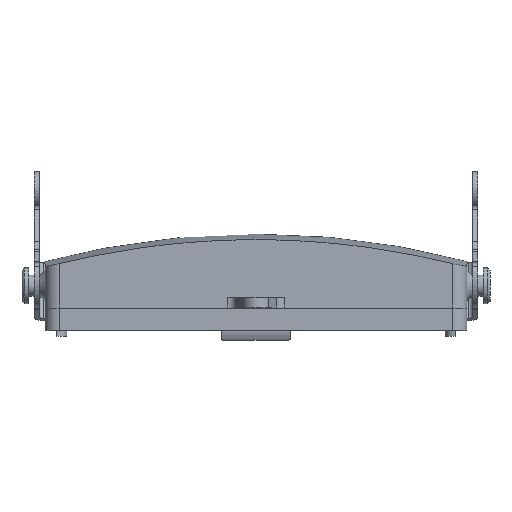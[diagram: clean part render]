
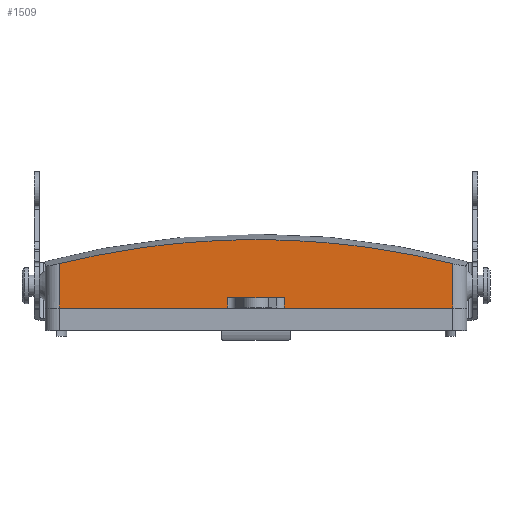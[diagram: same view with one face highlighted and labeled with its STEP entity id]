
A CAD part, top view. The second image highlights one B-rep face of the part: STEP entity #1509.
In plain terms, the highlighted planar face has unit normal (0, 0, 1).
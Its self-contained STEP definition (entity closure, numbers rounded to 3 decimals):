
#518 = EDGE_CURVE ( 'NONE', #2670, #2673, #1122, .T. ) ;
#523 = EDGE_CURVE ( 'NONE', #2674, #2681, #1126, .T. ) ;
#571 = EDGE_CURVE ( 'NONE', #2629, #2628, #1159, .T. ) ;
#574 = EDGE_CURVE ( 'NONE', #2629, #2673, #1161, .T. ) ;
#575 = EDGE_CURVE ( 'NONE', #2626, #2670, #1162, .T. ) ;
#576 = EDGE_CURVE ( 'NONE', #2626, #2625, #5095, .T. ) ;
#577 = EDGE_CURVE ( 'NONE', #2625, #2681, #1163, .T. ) ;
#578 = EDGE_CURVE ( 'NONE', #2674, #2628, #1164, .T. ) ;
#592 = VECTOR ( 'NONE', #2016, 1000. ) ;
#602 = VECTOR ( 'NONE', #2053, 1000. ) ;
#1122 = LINE ( 'NONE', #2055, #602 ) ;
#1126 = LINE ( 'NONE', #2019, #592 ) ;
#1159 = LINE ( 'NONE', #2553, #5050 ) ;
#1161 = LINE ( 'NONE', #2546, #5066 ) ;
#1162 = LINE ( 'NONE', #2544, #5034 ) ;
#1163 = LINE ( 'NONE', #2538, #5079 ) ;
#1164 = LINE ( 'NONE', #2534, #4989 ) ;
#1266 = FACE_OUTER_BOUND ( 'NONE', #2864, .T. ) ;
#1509 = ADVANCED_FACE ( 'NONE', ( #1266 ), #1945, .T. ) ;
#1689 = CARTESIAN_POINT ( 'NONE',  ( 3.2, 0.5, 0. ) ) ;
#1697 = CARTESIAN_POINT ( 'NONE',  ( 40.688, 0.5, 0. ) ) ;
#1698 = CARTESIAN_POINT ( 'NONE',  ( 53.312, 0.5, 0. ) ) ;
#1702 = CARTESIAN_POINT ( 'NONE',  ( 90.8, 0.5, 0. ) ) ;
#1754 = CARTESIAN_POINT ( 'NONE',  ( 53.312, 2.75, 0. ) ) ;
#1755 = CARTESIAN_POINT ( 'NONE',  ( 40.688, 2.75, 0. ) ) ;
#1758 = CARTESIAN_POINT ( 'NONE',  ( 90.8, 10.383, 0. ) ) ;
#1760 = CARTESIAN_POINT ( 'NONE',  ( 3.2, 10.383, 0. ) ) ;
#1942 = DIRECTION ( 'NONE',  ( 1., 0., 0. ) ) ;
#1943 = DIRECTION ( 'NONE',  ( 0., 0., 1. ) ) ;
#1944 = CARTESIAN_POINT ( 'NONE',  ( 3.2, 17.001, 0. ) ) ;
#1945 = PLANE ( 'NONE',  #4836 ) ;
#2016 = DIRECTION ( 'NONE',  ( -1., 0., 0. ) ) ;
#2019 = CARTESIAN_POINT ( 'NONE',  ( 3.2, 0.5, 0. ) ) ;
#2053 = DIRECTION ( 'NONE',  ( -1., 0., 0. ) ) ;
#2055 = CARTESIAN_POINT ( 'NONE',  ( 3.2, 0.5, 0. ) ) ;
#2532 = DIRECTION ( 'NONE',  ( 0., 1., 0. ) ) ;
#2534 = CARTESIAN_POINT ( 'NONE',  ( 40.688, 17.001, 0. ) ) ;
#2535 = DIRECTION ( 'NONE',  ( 0., -1., 0. ) ) ;
#2538 = CARTESIAN_POINT ( 'NONE',  ( 3.2, 17.001, 0. ) ) ;
#2539 = DIRECTION ( 'NONE',  ( 1., 0., 0. ) ) ;
#2540 = DIRECTION ( 'NONE',  ( 0., 0., 1. ) ) ;
#2541 = CARTESIAN_POINT ( 'NONE',  ( 47., -167.017, 0. ) ) ;
#2543 = DIRECTION ( 'NONE',  ( 0., -1., 0. ) ) ;
#2544 = CARTESIAN_POINT ( 'NONE',  ( 90.8, 17.001, 0. ) ) ;
#2545 = DIRECTION ( 'NONE',  ( 0., -1., 0. ) ) ;
#2546 = CARTESIAN_POINT ( 'NONE',  ( 53.312, 0.5, 0. ) ) ;
#2552 = DIRECTION ( 'NONE',  ( -1., 0., 0. ) ) ;
#2553 = CARTESIAN_POINT ( 'NONE',  ( 42., 2.75, 0. ) ) ;
#2625 = VERTEX_POINT ( 'NONE', #1760 ) ;
#2626 = VERTEX_POINT ( 'NONE', #1758 ) ;
#2628 = VERTEX_POINT ( 'NONE', #1755 ) ;
#2629 = VERTEX_POINT ( 'NONE', #1754 ) ;
#2670 = VERTEX_POINT ( 'NONE', #1702 ) ;
#2673 = VERTEX_POINT ( 'NONE', #1698 ) ;
#2674 = VERTEX_POINT ( 'NONE', #1697 ) ;
#2681 = VERTEX_POINT ( 'NONE', #1689 ) ;
#2864 = EDGE_LOOP ( 'NONE', ( #3433, #3431, #3432, #3430, #3428, #3429, #3427, #3426 ) ) ;
#3426 = ORIENTED_EDGE ( 'NONE', *, *, #578, .T. ) ;
#3427 = ORIENTED_EDGE ( 'NONE', *, *, #523, .F. ) ;
#3428 = ORIENTED_EDGE ( 'NONE', *, *, #576, .T. ) ;
#3429 = ORIENTED_EDGE ( 'NONE', *, *, #577, .T. ) ;
#3430 = ORIENTED_EDGE ( 'NONE', *, *, #575, .F. ) ;
#3431 = ORIENTED_EDGE ( 'NONE', *, *, #574, .T. ) ;
#3432 = ORIENTED_EDGE ( 'NONE', *, *, #518, .F. ) ;
#3433 = ORIENTED_EDGE ( 'NONE', *, *, #571, .F. ) ;
#4836 = AXIS2_PLACEMENT_3D ( 'NONE', #1944, #1943, #1942 ) ;
#4989 = VECTOR ( 'NONE', #2532, 1000. ) ;
#5034 = VECTOR ( 'NONE', #2543, 1000. ) ;
#5050 = VECTOR ( 'NONE', #2552, 1000. ) ;
#5056 = AXIS2_PLACEMENT_3D ( 'NONE', #2541, #2540, #2539 ) ;
#5066 = VECTOR ( 'NONE', #2545, 1000. ) ;
#5079 = VECTOR ( 'NONE', #2535, 1000. ) ;
#5095 = CIRCLE ( 'NONE', #5056, 182.727 ) ;
